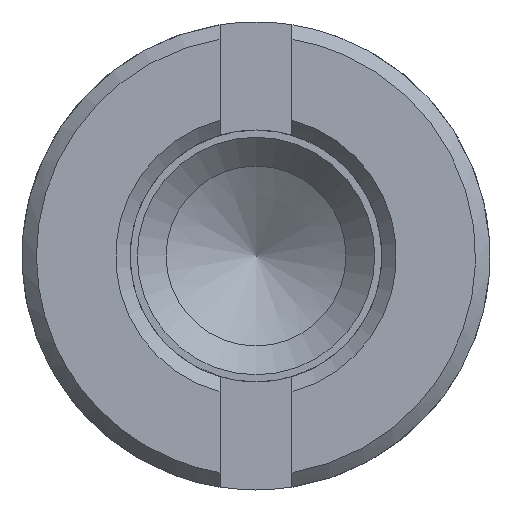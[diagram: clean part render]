
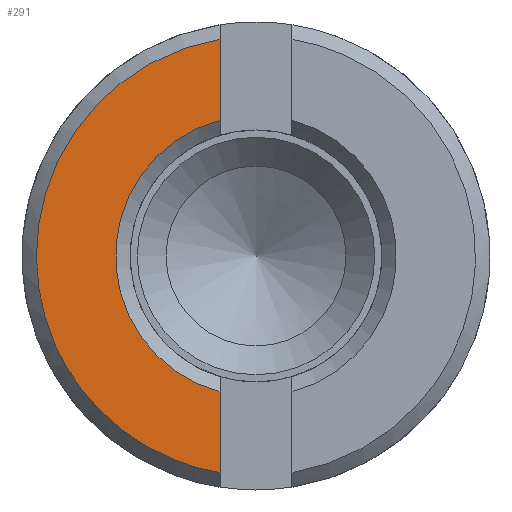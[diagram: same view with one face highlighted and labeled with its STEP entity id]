
A CAD part, front view. The second image highlights one B-rep face of the part: STEP entity #291.
In plain terms, the highlighted planar face has unit normal (0, -1, 0).
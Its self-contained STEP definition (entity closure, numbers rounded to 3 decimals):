
#104=(
BOUNDED_CURVE()
B_SPLINE_CURVE(2,(#1203,#1204,#1205,#1206,#1207),.UNSPECIFIED.,.F.,.F.)
B_SPLINE_CURVE_WITH_KNOTS((3,2,3),(0.,0.68,1.),
 .UNSPECIFIED.)
CURVE()
GEOMETRIC_REPRESENTATION_ITEM()
RATIONAL_B_SPLINE_CURVE((0.917,0.545,1.,0.786,
0.755))
REPRESENTATION_ITEM('')
);
#120=B_SPLINE_CURVE_WITH_KNOTS('',1,(#1304,#1305),.UNSPECIFIED.,.F.,.F.,
(2,2),(0.,1.),.UNSPECIFIED.);
#123=B_SPLINE_CURVE_WITH_KNOTS('',1,(#1317,#1318),.UNSPECIFIED.,.F.,.F.,
(2,2),(0.,1.),.UNSPECIFIED.);
#183=FACE_OUTER_BOUND('',#392,.T.);
#260=PLANE('',#903);
#291=ADVANCED_FACE('F26',(#183),#260,.T.);
#392=EDGE_LOOP('',(#529,#530,#531,#532));
#529=ORIENTED_EDGE('',*,*,#765,.T.);
#530=ORIENTED_EDGE('',*,*,#763,.F.);
#531=ORIENTED_EDGE('',*,*,#761,.T.);
#532=ORIENTED_EDGE('',*,*,#727,.T.);
#655=VERTEX_POINT('',#1202);
#656=VERTEX_POINT('',#1208);
#678=VERTEX_POINT('',#1306);
#679=VERTEX_POINT('',#1312);
#727=EDGE_CURVE('E50',#656,#655,#104,.T.);
#761=EDGE_CURVE('E59',#678,#656,#120,.T.);
#763=EDGE_CURVE('E24',#678,#679,#839,.T.);
#765=EDGE_CURVE('E60',#655,#679,#123,.T.);
#839=CIRCLE('',#900,1.95);
#900=AXIS2_PLACEMENT_3D('',#1311,#1044,#1045);
#903=AXIS2_PLACEMENT_3D('',#1320,#1050,#1051);
#1044=DIRECTION('',(0.,-1.,0.));
#1045=DIRECTION('',(0.,0.,-1.));
#1050=DIRECTION('',(0.,-1.,0.));
#1051=DIRECTION('',(0.,0.,1.));
#1202=CARTESIAN_POINT('',(-0.5,0.,-3.009));
#1203=CARTESIAN_POINT('',(-0.5,0.,3.009));
#1204=CARTESIAN_POINT('',(-4.842,0.,2.287));
#1205=CARTESIAN_POINT('',(-2.641,0.,-1.525));
#1206=CARTESIAN_POINT('',(-1.921,0.,-2.773));
#1207=CARTESIAN_POINT('',(-0.5,0.,-3.009));
#1208=CARTESIAN_POINT('',(-0.5,0.,3.009));
#1304=CARTESIAN_POINT('',(-0.5,0.,1.885));
#1305=CARTESIAN_POINT('',(-0.5,0.,3.009));
#1306=CARTESIAN_POINT('',(-0.5,0.,1.885));
#1311=CARTESIAN_POINT('',(0.,0.,0.));
#1312=CARTESIAN_POINT('',(-0.5,0.,-1.885));
#1317=CARTESIAN_POINT('',(-0.5,0.,-3.009));
#1318=CARTESIAN_POINT('',(-0.5,0.,-1.885));
#1320=CARTESIAN_POINT('',(3.355,0.,-3.355));
